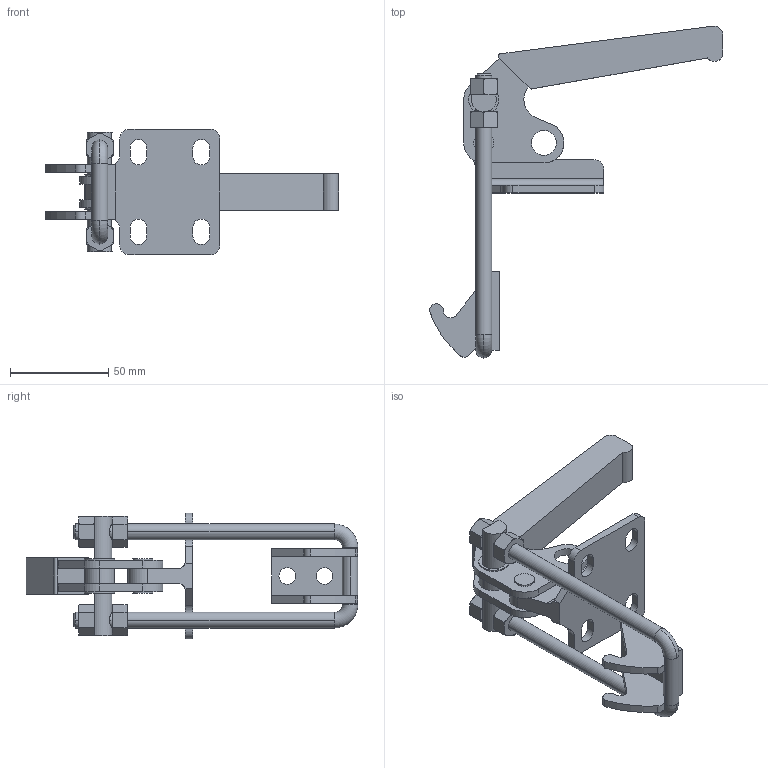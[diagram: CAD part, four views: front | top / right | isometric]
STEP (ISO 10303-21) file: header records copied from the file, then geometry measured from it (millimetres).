
FILE_DESCRIPTION( ( '' ), '1' );
FILE_NAME( 'K0082.0450N_GESCHLOSSEN.stp', '2012-10-30T10:04:43', ( '' ), ( '' ), ' ', ' ', ' ' );
FILE_SCHEMA( ( 'CONFIG_CONTROL_DESIGN' ) );
Length unit declared in the file: millimetre
Products named in the file (1): 1
Bounding box: 149.3 x 169 x 64 mm (x, y, z)
Volume: 104903.8 mm3; surface area: 42216 mm2
Topology: 1 solids, 1 shells, 260 faces, 699 edges, 459 vertices
Faces by surface type: plane 109, cylinder 79, torus 68, cone 4
Entity records: 9402 total; most frequent: CARTESIAN_POINT 2737, ORIENTED_EDGE 1398, DIRECTION 1380, EDGE_CURVE 699, AXIS2_PLACEMENT_3D 522, VERTEX_POINT 459, LINE 336, VECTOR 336
